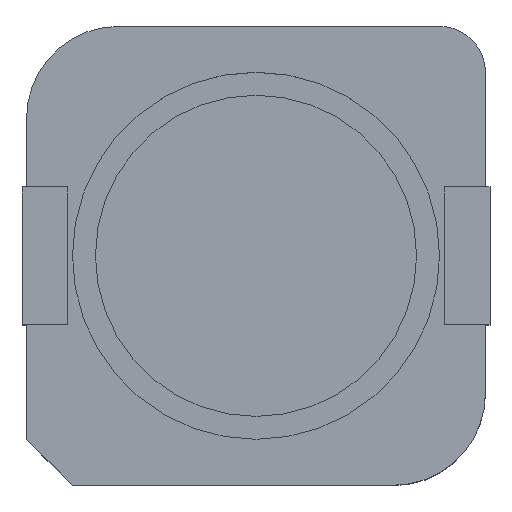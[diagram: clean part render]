
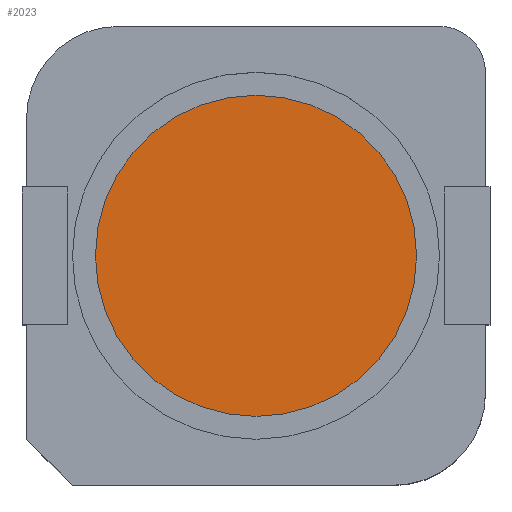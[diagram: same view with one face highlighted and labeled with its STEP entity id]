
A CAD part, top view. The second image highlights one B-rep face of the part: STEP entity #2023.
In plain terms, the highlighted planar face has unit normal (0, 0, 1).
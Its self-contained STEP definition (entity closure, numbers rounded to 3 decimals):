
#1953 = CYLINDRICAL_SURFACE('',#1954,3.5);
#1954 = AXIS2_PLACEMENT_3D('',#1955,#1956,#1957);
#1955 = CARTESIAN_POINT('',(0.,0.,4.8));
#1956 = DIRECTION('',(0.,0.,1.));
#1957 = DIRECTION('',(1.,0.,0.));
#1969 = VERTEX_POINT('',#1970);
#1970 = CARTESIAN_POINT('',(3.5,0.,4.8));
#1993 = EDGE_CURVE('',#1969,#1969,#1994,.T.);
#1994 = SURFACE_CURVE('',#1995,(#2000,#2007),.PCURVE_S1.);
#1995 = CIRCLE('',#1996,3.5);
#1996 = AXIS2_PLACEMENT_3D('',#1997,#1998,#1999);
#1997 = CARTESIAN_POINT('',(0.,0.,4.8));
#1998 = DIRECTION('',(0.,0.,1.));
#1999 = DIRECTION('',(1.,0.,0.));
#2000 = PCURVE('',#1953,#2001);
#2001 = DEFINITIONAL_REPRESENTATION('',(#2002),#2006);
#2002 = LINE('',#2003,#2004);
#2003 = CARTESIAN_POINT('',(0.,0.));
#2004 = VECTOR('',#2005,1.);
#2005 = DIRECTION('',(1.,0.));
#2006 = ( GEOMETRIC_REPRESENTATION_CONTEXT(2) 
PARAMETRIC_REPRESENTATION_CONTEXT() REPRESENTATION_CONTEXT('2D SPACE',''
  ) );
#2007 = PCURVE('',#2008,#2013);
#2008 = PLANE('',#2009);
#2009 = AXIS2_PLACEMENT_3D('',#2010,#2011,#2012);
#2010 = CARTESIAN_POINT('',(0.022,0.022,4.8));
#2011 = DIRECTION('',(-0.,-0.,-1.));
#2012 = DIRECTION('',(-1.,0.,0.));
#2013 = DEFINITIONAL_REPRESENTATION('',(#2014),#2022);
#2014 = ( BOUNDED_CURVE() B_SPLINE_CURVE(2,(#2015,#2016,#2017,#2018,
#2019,#2020,#2021),.UNSPECIFIED.,.T.,.F.) B_SPLINE_CURVE_WITH_KNOTS((1,2
    ,2,2,2,1),(-2.094,0.,2.094,4.189,
6.283,8.378),.UNSPECIFIED.) CURVE() 
GEOMETRIC_REPRESENTATION_ITEM() RATIONAL_B_SPLINE_CURVE((1.,0.5,1.,0.5,
1.,0.5,1.)) REPRESENTATION_ITEM('') );
#2015 = CARTESIAN_POINT('',(-3.478,-0.022));
#2016 = CARTESIAN_POINT('',(-3.478,6.04));
#2017 = CARTESIAN_POINT('',(1.772,3.009));
#2018 = CARTESIAN_POINT('',(7.022,-0.022));
#2019 = CARTESIAN_POINT('',(1.772,-3.053));
#2020 = CARTESIAN_POINT('',(-3.478,-6.084));
#2021 = CARTESIAN_POINT('',(-3.478,-0.022));
#2022 = ( GEOMETRIC_REPRESENTATION_CONTEXT(2) 
PARAMETRIC_REPRESENTATION_CONTEXT() REPRESENTATION_CONTEXT('2D SPACE',''
  ) );
#2023 = ADVANCED_FACE('',(#2024),#2008,.F.);
#2024 = FACE_BOUND('',#2025,.F.);
#2025 = EDGE_LOOP('',(#2026));
#2026 = ORIENTED_EDGE('',*,*,#1993,.F.);
